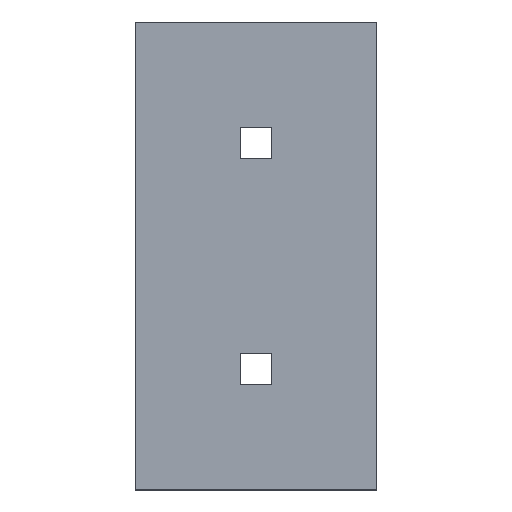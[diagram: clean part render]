
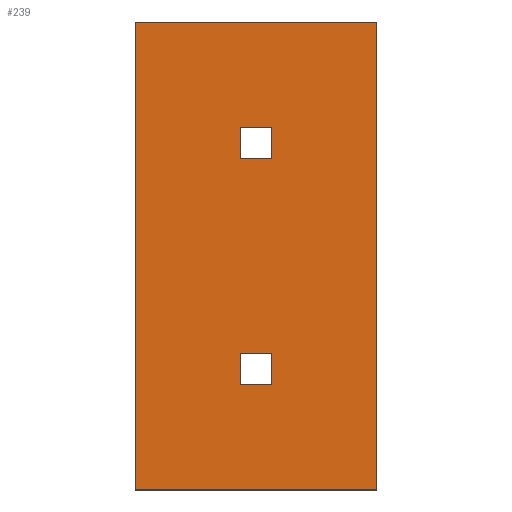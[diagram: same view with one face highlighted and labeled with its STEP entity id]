
A CAD part, top view. The second image highlights one B-rep face of the part: STEP entity #239.
In plain terms, the highlighted planar face has unit normal (0, 0, 1).
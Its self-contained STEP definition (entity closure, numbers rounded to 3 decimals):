
#94 = VERTEX_POINT('',#95);
#95 = CARTESIAN_POINT('',(-53.5,53.5,3.));
#103 = VERTEX_POINT('',#104);
#104 = CARTESIAN_POINT('',(-53.5,-153.5,3.));
#110 = EDGE_CURVE('',#94,#103,#111,.T.);
#111 = LINE('',#112,#113);
#112 = CARTESIAN_POINT('',(-53.5,53.5,3.));
#113 = VECTOR('',#114,1.);
#114 = DIRECTION('',(0.,-1.,0.));
#125 = VERTEX_POINT('',#126);
#126 = CARTESIAN_POINT('',(53.5,53.5,3.));
#134 = EDGE_CURVE('',#125,#94,#135,.T.);
#135 = LINE('',#136,#137);
#136 = CARTESIAN_POINT('',(53.5,53.5,3.));
#137 = VECTOR('',#138,1.);
#138 = DIRECTION('',(-1.,0.,0.));
#148 = EDGE_CURVE('',#149,#125,#151,.T.);
#149 = VERTEX_POINT('',#150);
#150 = CARTESIAN_POINT('',(53.5,-153.5,3.));
#151 = LINE('',#152,#153);
#152 = CARTESIAN_POINT('',(53.5,-153.5,3.));
#153 = VECTOR('',#154,1.);
#154 = DIRECTION('',(0.,1.,0.));
#229 = EDGE_CURVE('',#103,#149,#230,.T.);
#230 = LINE('',#231,#232);
#231 = CARTESIAN_POINT('',(-53.5,-153.5,3.));
#232 = VECTOR('',#233,1.);
#233 = DIRECTION('',(1.,0.,0.));
#239 = ADVANCED_FACE('',(#240,#246,#280),#314,.T.);
#240 = FACE_BOUND('',#241,.T.);
#241 = EDGE_LOOP('',(#242,#243,#244,#245));
#242 = ORIENTED_EDGE('',*,*,#110,.T.);
#243 = ORIENTED_EDGE('',*,*,#229,.T.);
#244 = ORIENTED_EDGE('',*,*,#148,.T.);
#245 = ORIENTED_EDGE('',*,*,#134,.T.);
#246 = FACE_BOUND('',#247,.F.);
#247 = EDGE_LOOP('',(#248,#258,#266,#274));
#248 = ORIENTED_EDGE('',*,*,#249,.T.);
#249 = EDGE_CURVE('',#250,#252,#254,.T.);
#250 = VERTEX_POINT('',#251);
#251 = CARTESIAN_POINT('',(7.,-93.,3.));
#252 = VERTEX_POINT('',#253);
#253 = CARTESIAN_POINT('',(-7.,-93.,3.));
#254 = LINE('',#255,#256);
#255 = CARTESIAN_POINT('',(7.,-93.,3.));
#256 = VECTOR('',#257,1.);
#257 = DIRECTION('',(-1.,0.,0.));
#258 = ORIENTED_EDGE('',*,*,#259,.T.);
#259 = EDGE_CURVE('',#252,#260,#262,.T.);
#260 = VERTEX_POINT('',#261);
#261 = CARTESIAN_POINT('',(-7.,-107.,3.));
#262 = LINE('',#263,#264);
#263 = CARTESIAN_POINT('',(-7.,-93.,3.));
#264 = VECTOR('',#265,1.);
#265 = DIRECTION('',(0.,-1.,0.));
#266 = ORIENTED_EDGE('',*,*,#267,.T.);
#267 = EDGE_CURVE('',#260,#268,#270,.T.);
#268 = VERTEX_POINT('',#269);
#269 = CARTESIAN_POINT('',(7.,-107.,3.));
#270 = LINE('',#271,#272);
#271 = CARTESIAN_POINT('',(-7.,-107.,3.));
#272 = VECTOR('',#273,1.);
#273 = DIRECTION('',(1.,0.,0.));
#274 = ORIENTED_EDGE('',*,*,#275,.T.);
#275 = EDGE_CURVE('',#268,#250,#276,.T.);
#276 = LINE('',#277,#278);
#277 = CARTESIAN_POINT('',(7.,-107.,3.));
#278 = VECTOR('',#279,1.);
#279 = DIRECTION('',(0.,1.,0.));
#280 = FACE_BOUND('',#281,.F.);
#281 = EDGE_LOOP('',(#282,#292,#300,#308));
#282 = ORIENTED_EDGE('',*,*,#283,.T.);
#283 = EDGE_CURVE('',#284,#286,#288,.T.);
#284 = VERTEX_POINT('',#285);
#285 = CARTESIAN_POINT('',(-7.,7.,3.));
#286 = VERTEX_POINT('',#287);
#287 = CARTESIAN_POINT('',(-7.,-7.,3.));
#288 = LINE('',#289,#290);
#289 = CARTESIAN_POINT('',(-7.,7.,3.));
#290 = VECTOR('',#291,1.);
#291 = DIRECTION('',(0.,-1.,0.));
#292 = ORIENTED_EDGE('',*,*,#293,.T.);
#293 = EDGE_CURVE('',#286,#294,#296,.T.);
#294 = VERTEX_POINT('',#295);
#295 = CARTESIAN_POINT('',(7.,-7.,3.));
#296 = LINE('',#297,#298);
#297 = CARTESIAN_POINT('',(-7.,-7.,3.));
#298 = VECTOR('',#299,1.);
#299 = DIRECTION('',(1.,0.,0.));
#300 = ORIENTED_EDGE('',*,*,#301,.T.);
#301 = EDGE_CURVE('',#294,#302,#304,.T.);
#302 = VERTEX_POINT('',#303);
#303 = CARTESIAN_POINT('',(7.,7.,3.));
#304 = LINE('',#305,#306);
#305 = CARTESIAN_POINT('',(7.,-7.,3.));
#306 = VECTOR('',#307,1.);
#307 = DIRECTION('',(0.,1.,0.));
#308 = ORIENTED_EDGE('',*,*,#309,.T.);
#309 = EDGE_CURVE('',#302,#284,#310,.T.);
#310 = LINE('',#311,#312);
#311 = CARTESIAN_POINT('',(7.,7.,3.));
#312 = VECTOR('',#313,1.);
#313 = DIRECTION('',(-1.,0.,0.));
#314 = PLANE('',#315);
#315 = AXIS2_PLACEMENT_3D('',#316,#317,#318);
#316 = CARTESIAN_POINT('',(0.,-50.,3.));
#317 = DIRECTION('',(0.,0.,1.));
#318 = DIRECTION('',(1.,0.,0.));
